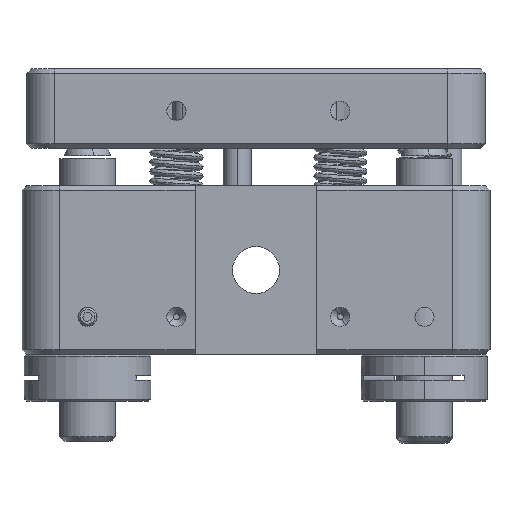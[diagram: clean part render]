
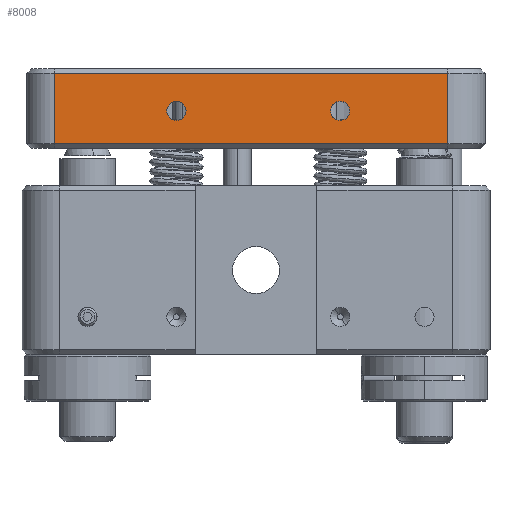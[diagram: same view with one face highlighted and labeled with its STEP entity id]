
A CAD part, front view. The second image highlights one B-rep face of the part: STEP entity #8008.
In plain terms, the highlighted planar face has unit normal (0, -1, 0).
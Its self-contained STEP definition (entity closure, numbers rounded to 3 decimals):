
#192 = VERTEX_POINT ( 'NONE', #9361 ) ;
#855 = CARTESIAN_POINT ( 'NONE',  ( 9., -24.5, -4.5 ) ) ;
#1049 = CARTESIAN_POINT ( 'NONE',  ( 24.5, -24.5, -8.5 ) ) ;
#1121 = DIRECTION ( 'NONE',  ( 0., -1., 0. ) ) ;
#1222 = AXIS2_PLACEMENT_3D ( 'NONE', #24102, #18146, #8558 ) ;
#1295 = EDGE_LOOP ( 'NONE', ( #10568, #20307, #29621, #8894 ) ) ;
#1489 = VERTEX_POINT ( 'NONE', #33263 ) ;
#2281 = EDGE_LOOP ( 'NONE', ( #29431, #17461 ) ) ;
#3512 = CARTESIAN_POINT ( 'NONE',  ( 20.5, -24.5, -0.5 ) ) ;
#3662 = CARTESIAN_POINT ( 'NONE',  ( -8.5, -24.5, -4.5 ) ) ;
#4097 = DIRECTION ( 'NONE',  ( 0., 1., 0. ) ) ;
#4277 = VERTEX_POINT ( 'NONE', #28253 ) ;
#4300 = EDGE_CURVE ( 'NONE', #1489, #31978, #6880, .T. ) ;
#4497 = PLANE ( 'NONE',  #33331 ) ;
#6399 = FACE_BOUND ( 'NONE', #2281, .T. ) ;
#6854 = AXIS2_PLACEMENT_3D ( 'NONE', #22536, #1121, #37931 ) ;
#6880 = CIRCLE ( 'NONE', #13914, 1.025 ) ;
#7317 = CARTESIAN_POINT ( 'NONE',  ( 9., -24.5, -3.475 ) ) ;
#8008 = ADVANCED_FACE ( 'NONE', ( #6399, #26857, #13530 ), #4497, .F. ) ;
#8147 = ORIENTED_EDGE ( 'NONE', *, *, #16836, .F. ) ;
#8558 = DIRECTION ( 'NONE',  ( 0., 0., 1. ) ) ;
#8894 = ORIENTED_EDGE ( 'NONE', *, *, #36097, .T. ) ;
#9361 = CARTESIAN_POINT ( 'NONE',  ( -21.5, -24.5, -0.5 ) ) ;
#9865 = DIRECTION ( 'NONE',  ( 0., 0., -1. ) ) ;
#10194 = VERTEX_POINT ( 'NONE', #12322 ) ;
#10309 = EDGE_CURVE ( 'NONE', #27309, #10194, #26776, .T. ) ;
#10420 = CARTESIAN_POINT ( 'NONE',  ( 20.5, -24.5, -8.5 ) ) ;
#10512 = LINE ( 'NONE', #30710, #21904 ) ;
#10568 = ORIENTED_EDGE ( 'NONE', *, *, #27353, .T. ) ;
#12303 = EDGE_CURVE ( 'NONE', #4277, #13509, #10512, .T. ) ;
#12322 = CARTESIAN_POINT ( 'NONE',  ( 9., -24.5, -5.525 ) ) ;
#13509 = VERTEX_POINT ( 'NONE', #36212 ) ;
#13530 = FACE_OUTER_BOUND ( 'NONE', #1295, .T. ) ;
#13914 = AXIS2_PLACEMENT_3D ( 'NONE', #3662, #18986, #16054 ) ;
#15127 = VECTOR ( 'NONE', #22104, 1000. ) ;
#15847 = CARTESIAN_POINT ( 'NONE',  ( -21.5, -24.5, -8.5 ) ) ;
#16054 = DIRECTION ( 'NONE',  ( 0., 0., 1. ) ) ;
#16293 = DIRECTION ( 'NONE',  ( 0., -1., 0. ) ) ;
#16836 = EDGE_CURVE ( 'NONE', #31978, #1489, #29573, .T. ) ;
#17461 = ORIENTED_EDGE ( 'NONE', *, *, #33885, .F. ) ;
#18036 = VECTOR ( 'NONE', #9865, 1000. ) ;
#18146 = DIRECTION ( 'NONE',  ( 0., -1., 0. ) ) ;
#18986 = DIRECTION ( 'NONE',  ( 0., -1., 0. ) ) ;
#20307 = ORIENTED_EDGE ( 'NONE', *, *, #12303, .T. ) ;
#21509 = CIRCLE ( 'NONE', #29086, 1.025 ) ;
#21904 = VECTOR ( 'NONE', #24463, 1000. ) ;
#22104 = DIRECTION ( 'NONE',  ( 0., 0., 1. ) ) ;
#22536 = CARTESIAN_POINT ( 'NONE',  ( 9., -24.5, -4.5 ) ) ;
#23253 = EDGE_LOOP ( 'NONE', ( #8147, #38634 ) ) ;
#24102 = CARTESIAN_POINT ( 'NONE',  ( -8.5, -24.5, -4.5 ) ) ;
#24463 = DIRECTION ( 'NONE',  ( 1., 0., 0. ) ) ;
#24643 = CARTESIAN_POINT ( 'NONE',  ( -8.5, -24.5, -3.475 ) ) ;
#26100 = VECTOR ( 'NONE', #38555, 1000. ) ;
#26184 = VERTEX_POINT ( 'NONE', #3512 ) ;
#26776 = CIRCLE ( 'NONE', #6854, 1.025 ) ;
#26857 = FACE_BOUND ( 'NONE', #23253, .T. ) ;
#27309 = VERTEX_POINT ( 'NONE', #7317 ) ;
#27353 = EDGE_CURVE ( 'NONE', #192, #4277, #35134, .T. ) ;
#28253 = CARTESIAN_POINT ( 'NONE',  ( -21.5, -24.5, -8. ) ) ;
#28882 = LINE ( 'NONE', #10420, #15127 ) ;
#29086 = AXIS2_PLACEMENT_3D ( 'NONE', #855, #16293, #31563 ) ;
#29431 = ORIENTED_EDGE ( 'NONE', *, *, #10309, .F. ) ;
#29573 = CIRCLE ( 'NONE', #1222, 1.025 ) ;
#29621 = ORIENTED_EDGE ( 'NONE', *, *, #37750, .T. ) ;
#30710 = CARTESIAN_POINT ( 'NONE',  ( 24.5, -24.5, -8. ) ) ;
#31563 = DIRECTION ( 'NONE',  ( 0., 0., 1. ) ) ;
#31978 = VERTEX_POINT ( 'NONE', #24643 ) ;
#33263 = CARTESIAN_POINT ( 'NONE',  ( -8.5, -24.5, -5.525 ) ) ;
#33331 = AXIS2_PLACEMENT_3D ( 'NONE', #1049, #4097, #34416 ) ;
#33885 = EDGE_CURVE ( 'NONE', #10194, #27309, #21509, .T. ) ;
#34182 = LINE ( 'NONE', #34563, #26100 ) ;
#34416 = DIRECTION ( 'NONE',  ( 0., 0., -1. ) ) ;
#34563 = CARTESIAN_POINT ( 'NONE',  ( -21.5, -24.5, -0.5 ) ) ;
#35134 = LINE ( 'NONE', #15847, #18036 ) ;
#36097 = EDGE_CURVE ( 'NONE', #26184, #192, #34182, .T. ) ;
#36212 = CARTESIAN_POINT ( 'NONE',  ( 20.5, -24.5, -8. ) ) ;
#37750 = EDGE_CURVE ( 'NONE', #13509, #26184, #28882, .T. ) ;
#37931 = DIRECTION ( 'NONE',  ( 0., 0., 1. ) ) ;
#38555 = DIRECTION ( 'NONE',  ( -1., 0., 0. ) ) ;
#38634 = ORIENTED_EDGE ( 'NONE', *, *, #4300, .F. ) ;
